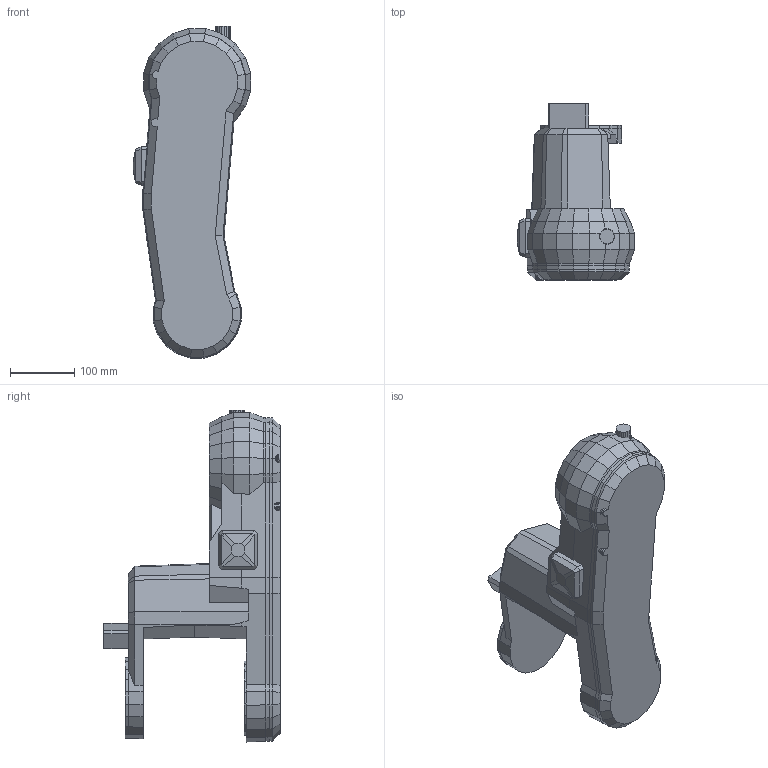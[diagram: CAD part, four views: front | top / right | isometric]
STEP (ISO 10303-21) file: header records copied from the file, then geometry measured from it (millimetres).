
FILE_DESCRIPTION (( 'STEP AP203' ), '1' );
FILE_NAME ('IRB140_-_M2004C_LINK2.STEP', '2009-11-25T15:18:11', ( 'ABB' ), ( 'ABB' ), 'SwSTEP 2.0', 'SolidWorks 2008', '' );
FILE_SCHEMA (( 'CONFIG_CONTROL_DESIGN' ));
Length unit declared in the file: millimetre
Products named in the file (1): IRB140_-_M2004C_LINK2
Bounding box: 182 x 273.5 x 515.07 mm (x, y, z)
Volume: 7580373.3 mm3; surface area: 329763.7 mm2
Topology: 1 solids, 1 shells, 378 faces, 926 edges, 552 vertices
Faces by surface type: plane 378
Entity records: 10702 total; most frequent: CARTESIAN_POINT 1866, ORIENTED_EDGE 1852, DIRECTION 1681, EDGE_CURVE 926, LINE 923, VECTOR 923, VERTEX_POINT 552, EDGE_LOOP 380
